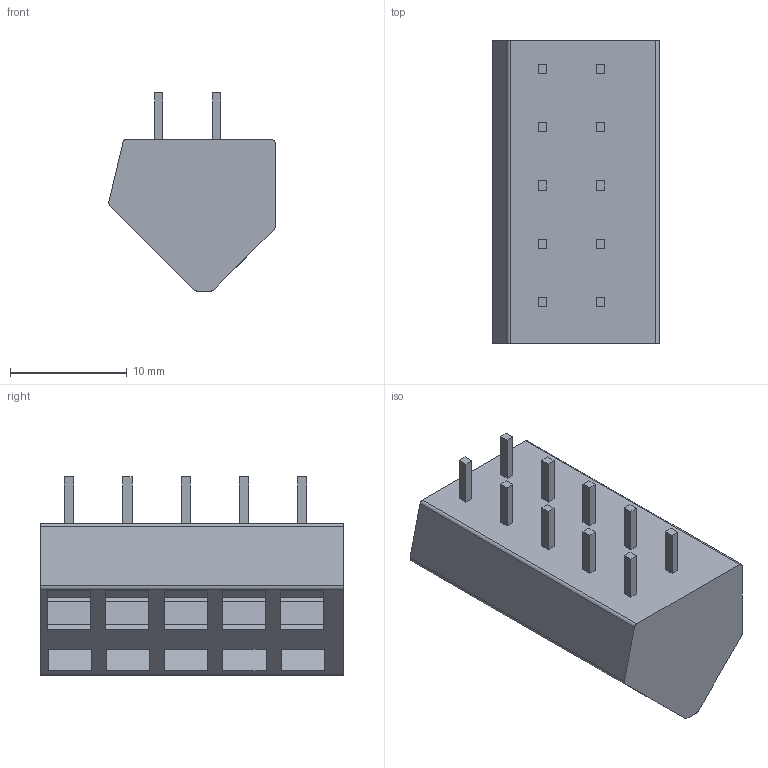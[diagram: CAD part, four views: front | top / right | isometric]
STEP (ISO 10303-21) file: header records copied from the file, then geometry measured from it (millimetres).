
FILE_DESCRIPTION((''),'2;1');
FILE_NAME('PRT0001','2024-09-29T16:55:21',('tluser'),(''),'CREO PARAMETRIC BY PTC INC, 2018100','CREO PARAMETRIC BY PTC INC, 2018100','');
FILE_SCHEMA(('CONFIG_CONTROL_DESIGN'));
Length unit declared in the file: millimetre
Products named in the file (1): PRT0001
Bounding box: 14.27 x 26 x 17 mm (x, y, z)
Volume: 3263.7 mm3; surface area: 2030 mm2
Topology: 1 solids, 1 shells, 169 faces, 406 edges, 264 vertices
Faces by surface type: plane 163, cylinder 6
Entity records: 4830 total; most frequent: CARTESIAN_POINT 839, ORIENTED_EDGE 812, DIRECTION 756, EDGE_CURVE 406, VECTOR 394, LINE 394, VERTEX_POINT 264, EDGE_LOOP 194
